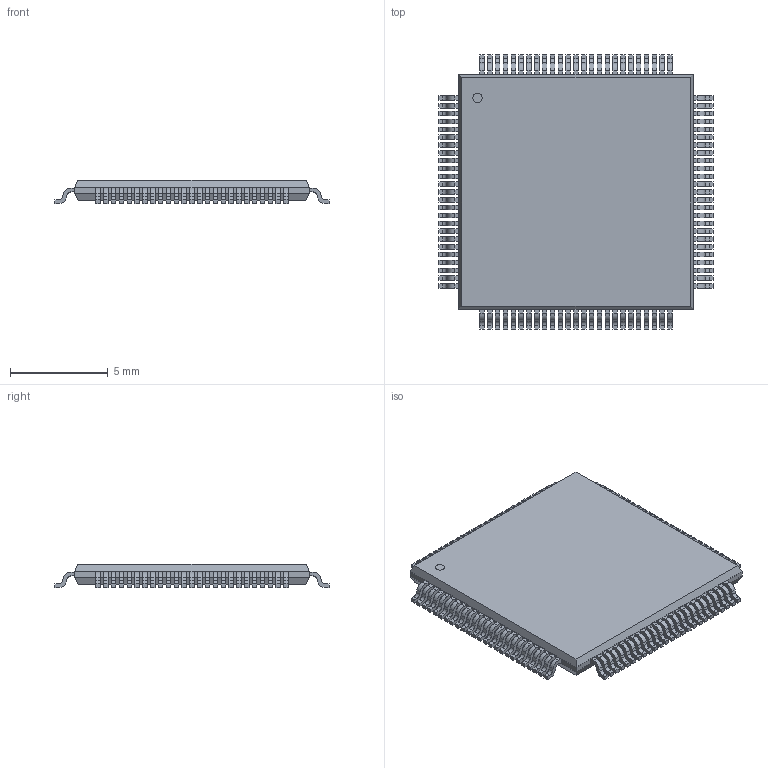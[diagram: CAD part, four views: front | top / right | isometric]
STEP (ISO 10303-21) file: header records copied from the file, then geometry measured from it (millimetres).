
FILE_DESCRIPTION(('STEP AP214'),'1');
FILE_NAME('TQFP100_12x12MC_MCH','2021-07-16T05:00:12',(''),(''),'','','');
FILE_SCHEMA(('AUTOMOTIVE_DESIGN'));
Length unit declared in the file: millimetre
Products named in the file (1): product
Bounding box: 14 x 14 x 1.2 mm (x, y, z)
Volume: 152.8 mm3; surface area: 447.8 mm2
Topology: 102 solids, 102 shells, 1417 faces, 3631 edges, 2418 vertices
Faces by surface type: plane 1016, cylinder 401
Full cylindrical faces by diameter (mm): 0.48 x1
Entity records: 40840 total; most frequent: DIRECTION 7270, ORIENTED_EDGE 7260, CARTESIAN_POINT 4239, EDGE_CURVE 3630, LINE 2828, VECTOR 2828, VERTEX_POINT 2418, AXIS2_PLACEMENT_3D 2221
